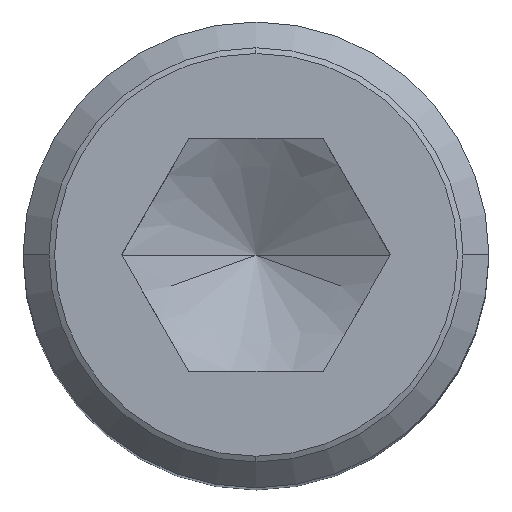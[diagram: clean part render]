
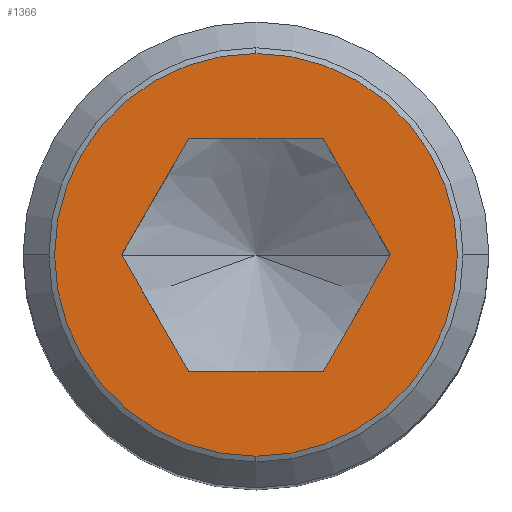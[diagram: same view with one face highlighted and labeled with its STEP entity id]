
A CAD part, top view. The second image highlights one B-rep face of the part: STEP entity #1366.
In plain terms, the highlighted planar face has unit normal (0, 0, 1).
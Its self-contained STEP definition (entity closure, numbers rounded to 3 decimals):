
#1288=VERTEX_POINT('',#3719);
#1298=VERTEX_POINT('',#3730);
#1352=VERTEX_POINT('',#3791);
#1366=ADVANCED_FACE('',(#3807,#3808),#3809,.T.);
#1450=EDGE_CURVE('',#1352,#2544,#3902,.T.);
#1642=EDGE_CURVE('',#2950,#2580,#4122,.T.);
#1694=EDGE_CURVE('',#3396,#1298,#4179,.T.);
#1770=EDGE_CURVE('',#2580,#2950,#4264,.T.);
#2544=VERTEX_POINT('',#5131);
#2580=VERTEX_POINT('',#5173);
#2950=VERTEX_POINT('',#5575);
#2960=EDGE_CURVE('',#1298,#3488,#5585,.T.);
#3094=EDGE_CURVE('',#2544,#1288,#5736,.T.);
#3220=EDGE_CURVE('',#1288,#3396,#5879,.T.);
#3380=EDGE_CURVE('',#3488,#1352,#6057,.T.);
#3396=VERTEX_POINT('',#6074);
#3488=VERTEX_POINT('',#6184);
#3719=CARTESIAN_POINT('',(-5.774,0.,0.));
#3730=CARTESIAN_POINT('',(2.887,5.,0.));
#3791=CARTESIAN_POINT('',(2.887,-5.,0.));
#3807=FACE_BOUND('',#6561,.T.);
#3808=FACE_OUTER_BOUND('',#6562,.T.);
#3809=PLANE('',#6563);
#3902=LINE('',#6706,#6707);
#4122=CIRCLE('',#6994,8.647);
#4179=LINE('',#7086,#7087);
#4264=CIRCLE('',#7204,8.647);
#5131=CARTESIAN_POINT('',(-2.887,-5.,0.));
#5173=CARTESIAN_POINT('',(0.,-8.647,0.));
#5575=CARTESIAN_POINT('',(0.,8.647,0.));
#5585=LINE('',#9105,#9106);
#5736=LINE('',#9313,#9314);
#5879=LINE('',#9523,#9524);
#6057=LINE('',#9790,#9791);
#6074=CARTESIAN_POINT('',(-2.887,5.,0.));
#6184=CARTESIAN_POINT('',(5.774,0.,0.));
#6561=EDGE_LOOP('',(#10408,#10409,#10410,#10411,#10412,#10413));
#6562=EDGE_LOOP('',(#10414,#10415));
#6563=AXIS2_PLACEMENT_3D('',#10416,#10417,#10418);
#6706=CARTESIAN_POINT('',(-1.443,-5.,0.));
#6707=VECTOR('',#10514,1.0);
#6994=AXIS2_PLACEMENT_3D('',#10799,#10800,#10801);
#7086=CARTESIAN_POINT('',(1.443,5.,0.));
#7087=VECTOR('',#10859,1.0);
#7204=AXIS2_PLACEMENT_3D('',#10960,#10961,#10962);
#9105=CARTESIAN_POINT('',(5.052,1.25,0.));
#9106=VECTOR('',#12430,1.0);
#9313=CARTESIAN_POINT('',(-5.052,-1.25,0.));
#9314=VECTOR('',#12601,1.0);
#9523=CARTESIAN_POINT('',(-3.608,3.75,0.));
#9524=VECTOR('',#12787,1.0);
#9790=CARTESIAN_POINT('',(3.608,-3.75,0.));
#9791=VECTOR('',#12983,1.0);
#10408=ORIENTED_EDGE('',*,*,#3094,.T.);
#10409=ORIENTED_EDGE('',*,*,#3220,.T.);
#10410=ORIENTED_EDGE('',*,*,#1694,.T.);
#10411=ORIENTED_EDGE('',*,*,#2960,.T.);
#10412=ORIENTED_EDGE('',*,*,#3380,.T.);
#10413=ORIENTED_EDGE('',*,*,#1450,.T.);
#10414=ORIENTED_EDGE('',*,*,#1642,.T.);
#10415=ORIENTED_EDGE('',*,*,#1770,.T.);
#10416=CARTESIAN_POINT('',(-7.262,0.,0.));
#10417=DIRECTION('',(0.0,0.0,1.0));
#10418=DIRECTION('',(-1.0,0.,0.0));
#10514=DIRECTION('',(-1.0,0.0,0.0));
#10799=CARTESIAN_POINT('',(0.,0.,0.));
#10800=DIRECTION('',(0.0,0.0,1.0));
#10801=DIRECTION('',(0.,1.0,0.0));
#10859=DIRECTION('',(1.0,0.0,0.0));
#10960=CARTESIAN_POINT('',(0.,0.,0.));
#10961=DIRECTION('',(0.0,0.0,1.0));
#10962=DIRECTION('',(0.,1.0,0.0));
#12430=DIRECTION('',(0.5,-0.866,0.));
#12601=DIRECTION('',(-0.5,0.866,0.));
#12787=DIRECTION('',(0.5,0.866,0.));
#12983=DIRECTION('',(-0.5,-0.866,0.));
